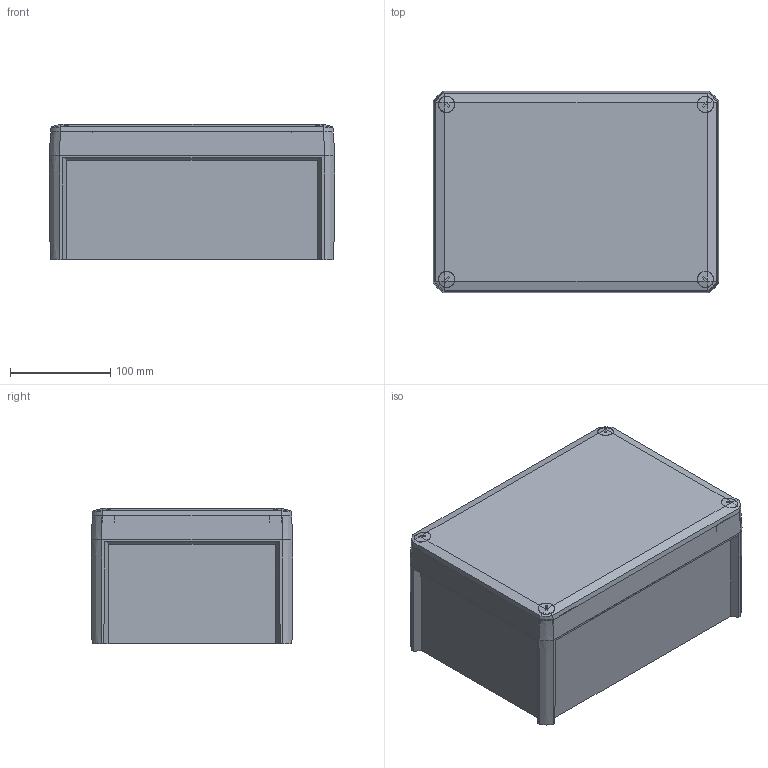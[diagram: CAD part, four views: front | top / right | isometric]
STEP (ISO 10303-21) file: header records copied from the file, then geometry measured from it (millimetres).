
FILE_DESCRIPTION (( 'STEP AP214' ), '1' );
FILE_NAME ('2007778.stp', '2020-12-03T12:50:45', ( '' ), ( '' ), 'SwSTEP 2.0', 'SolidWorks 2020', '' );
FILE_SCHEMA (( 'AUTOMOTIVE_DESIGN' ));
Length unit declared in the file: millimetre
Products named in the file (9): 0069830_geschlossen; 060184_Standard; 018602_ISO 7049 - 3,5 x 9,5 F-Z; ED170-04-02_Standard; 2007778; 055009_Standard; 0084514_1115388-T350; P_0000011441_1_Standard; 050559_Standard
Assembly tree (15 placements, depth 3):
  2007778
    0069830_geschlossen
    060184_Standard
      050559_Standard
      P_0000011441_1_Standard
    055009_Standard  x4
    ED170-04-02_Standard  x4
    0084514_1115388-T350
    018602_ISO 7049 - 3,5 x 9,5 F-Z  x2
Bounding box: 285 x 201.4 x 135.06 mm (x, y, z)
Volume: 922519.6 mm3; surface area: 547814.3 mm2
Topology: 14 solids, 14 shells, 971 faces, 2340 edges, 1421 vertices
Faces by surface type: plane 392, cylinder 226, cone 173, torus 160, bspline 16, sphere 4
Entity records: 26322 total; most frequent: CARTESIAN_POINT 6772, DIRECTION 4218, ORIENTED_EDGE 3962, EDGE_CURVE 1981, AXIS2_PLACEMENT_3D 1635, VERTEX_POINT 1193, LINE 948, VECTOR 948
